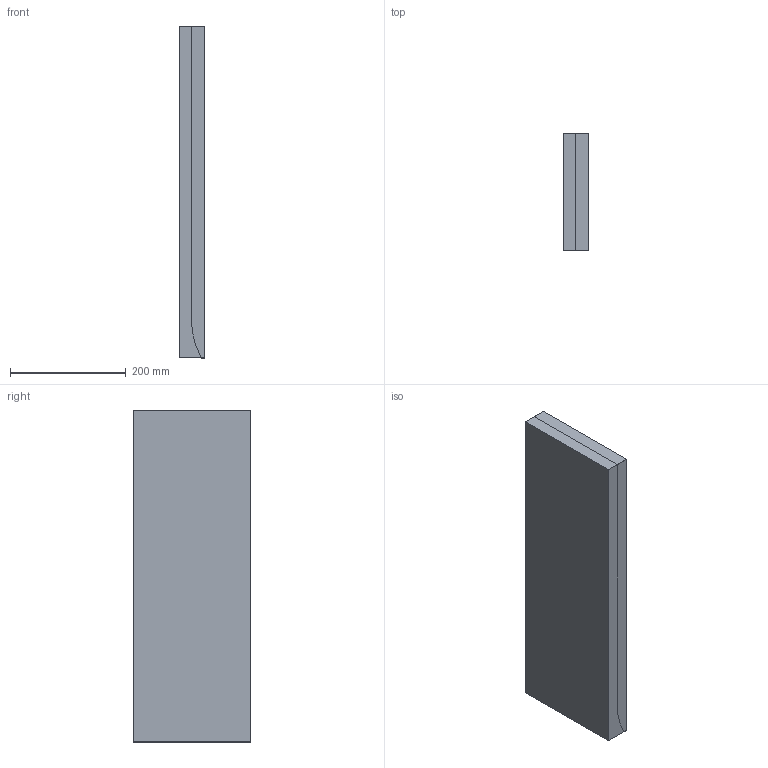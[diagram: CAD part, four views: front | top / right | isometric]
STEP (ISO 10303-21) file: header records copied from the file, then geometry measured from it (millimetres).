
FILE_DESCRIPTION (( 'STEP AP214' ), '1' );
FILE_NAME ('endplate_route_mold.STEP', '2025-03-06T01:46:01', ( '' ), ( '' ), 'SwSTEP 2.0', 'SolidWorks 2024', '' );
FILE_SCHEMA (( 'AUTOMOTIVE_DESIGN' ));
Length unit declared in the file: inch
Products named in the file (4): endplate_route_mold; endplate_mold; Part1^endplate_route_mold; endplate_mold_stock
Assembly tree (2 placements, depth 2):
  endplate_route_mold
    endplate_mold
    endplate_mold_stock
  Part1^endplate_route_mold
Bounding box: 44.45 x 203.2 x 574.67 mm (x, y, z)
Surface area: 568812.8 mm2
Topology: 2 solids, 2 shells, 13 faces, 27 edges, 18 vertices
Faces by surface type: plane 12, cylinder 1
Entity records: 452 total; most frequent: DIRECTION 65, CARTESIAN_POINT 63, ORIENTED_EDGE 54, EDGE_CURVE 27, VECTOR 25, LINE 25, AXIS2_PLACEMENT_3D 20, VERTEX_POINT 18
